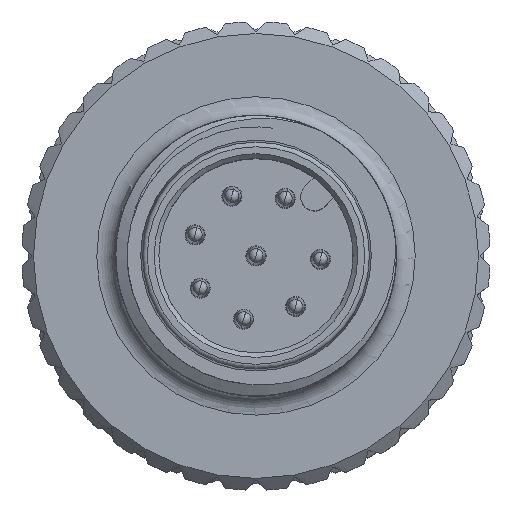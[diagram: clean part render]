
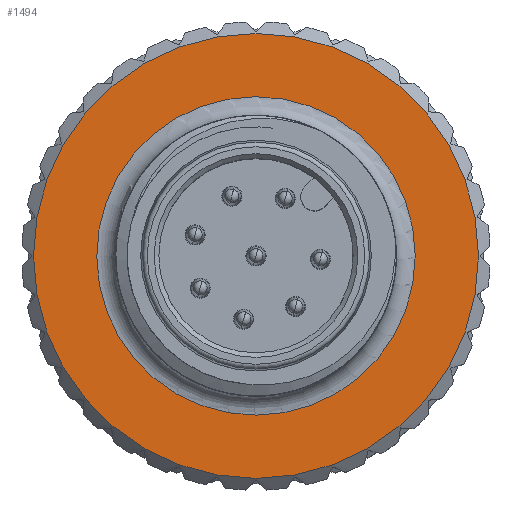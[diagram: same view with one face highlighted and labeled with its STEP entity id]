
A CAD part, top view. The second image highlights one B-rep face of the part: STEP entity #1494.
In plain terms, the highlighted planar face has unit normal (0, 0, 1).
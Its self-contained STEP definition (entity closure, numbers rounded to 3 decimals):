
#1242=FACE_BOUND('',#2815,.T.);
#1243=FACE_BOUND('',#2816,.T.);
#1494=ADVANCED_FACE('',(#1242,#1243),#1989,.T.);
#1989=PLANE('',#10857);
#2815=EDGE_LOOP('',(#4700));
#2816=EDGE_LOOP('',(#4701));
#3467=CIRCLE('',#10855,6.8);
#3468=CIRCLE('',#10856,9.5);
#4700=ORIENTED_EDGE('',*,*,#8380,.T.);
#4701=ORIENTED_EDGE('',*,*,#8381,.T.);
#7275=VERTEX_POINT('',#18119);
#7276=VERTEX_POINT('',#18121);
#8380=EDGE_CURVE('',#7275,#7275,#3467,.T.);
#8381=EDGE_CURVE('',#7276,#7276,#3468,.T.);
#10855=AXIS2_PLACEMENT_3D('',#18118,#12490,#12491);
#10856=AXIS2_PLACEMENT_3D('',#18120,#12492,#12493);
#10857=AXIS2_PLACEMENT_3D('',#18122,#12494,#12495);
#12490=DIRECTION('',(0.,0.,-1.));
#12491=DIRECTION('',(1.,0.,0.));
#12492=DIRECTION('',(0.,0.,1.));
#12493=DIRECTION('',(0.,-1.,0.));
#12494=DIRECTION('',(0.,0.,1.));
#12495=DIRECTION('',(0.,1.,0.));
#18118=CARTESIAN_POINT('',(0.,0.,-8.9));
#18119=CARTESIAN_POINT('',(6.8,0.,-8.9));
#18120=CARTESIAN_POINT('',(0.,0.,-8.9));
#18121=CARTESIAN_POINT('',(0.,-9.5,-8.9));
#18122=CARTESIAN_POINT('',(0.,0.,-8.9));
